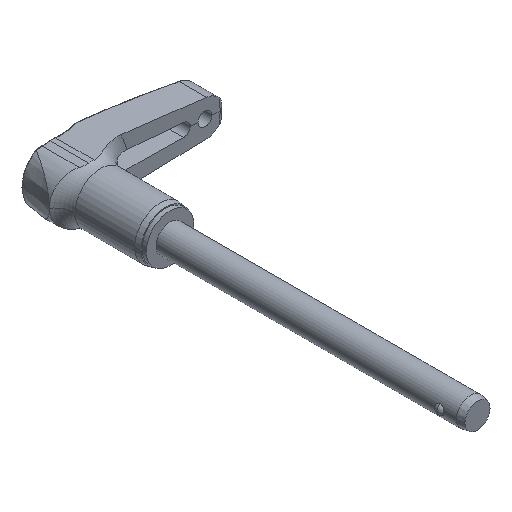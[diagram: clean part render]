
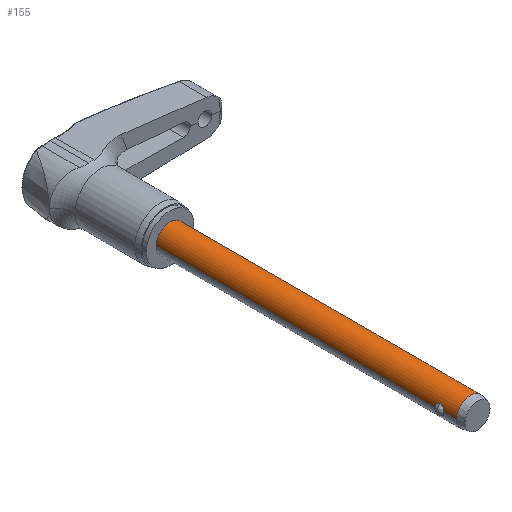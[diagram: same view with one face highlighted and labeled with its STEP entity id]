
A CAD part, isometric view. The second image highlights one B-rep face of the part: STEP entity #155.
In plain terms, the highlighted cylindrical face has radius 4 mm (diameter 8 mm), a partial arc.
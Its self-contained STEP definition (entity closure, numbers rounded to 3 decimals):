
#155=ADVANCED_FACE('',(#349),#350,.T.);
#349=FACE_OUTER_BOUND('',#581,.T.);
#350=CYLINDRICAL_SURFACE('',#582,4.0);
#581=EDGE_LOOP('',(#1066,#1067,#1068,#1069,#1070,#1071,#1072,#1073,#1074,#1075));
#582=AXIS2_PLACEMENT_3D('',#1076,#1077,#1078);
#1066=ORIENTED_EDGE('',*,*,#1603,.T.);
#1067=ORIENTED_EDGE('',*,*,#1626,.T.);
#1068=ORIENTED_EDGE('',*,*,#1619,.T.);
#1069=ORIENTED_EDGE('',*,*,#1610,.T.);
#1070=ORIENTED_EDGE('',*,*,#1632,.F.);
#1071=ORIENTED_EDGE('',*,*,#1608,.T.);
#1072=ORIENTED_EDGE('',*,*,#1622,.T.);
#1073=ORIENTED_EDGE('',*,*,#1624,.T.);
#1074=ORIENTED_EDGE('',*,*,#1605,.T.);
#1075=ORIENTED_EDGE('',*,*,#1630,.T.);
#1076=CARTESIAN_POINT('',(0.0,-43.075,0.0));
#1077=DIRECTION('',(-0.0,1.0,0.0));
#1078=DIRECTION('',(1.0,0.0,0.0));
#1603=EDGE_CURVE('',#1957,#1958,#1959,.T.);
#1605=EDGE_CURVE('',#1962,#1960,#1963,.T.);
#1608=EDGE_CURVE('',#1968,#1966,#1969,.T.);
#1610=EDGE_CURVE('',#1972,#1970,#1973,.T.);
#1619=EDGE_CURVE('',#1984,#1972,#1986,.T.);
#1622=EDGE_CURVE('',#1966,#1988,#1990,.T.);
#1624=EDGE_CURVE('',#1988,#1962,#1992,.T.);
#1626=EDGE_CURVE('',#1958,#1984,#1994,.T.);
#1630=EDGE_CURVE('',#1960,#1957,#1998,.T.);
#1632=EDGE_CURVE('',#1968,#1970,#2000,.T.);
#1957=VERTEX_POINT('',#2733);
#1958=VERTEX_POINT('',#2734);
#1959=LINE('',#2735,#2736);
#1960=VERTEX_POINT('',#2737);
#1962=VERTEX_POINT('',#2739);
#1963=LINE('',#2740,#2741);
#1966=VERTEX_POINT('',#2757);
#1968=VERTEX_POINT('',#2772);
#1969=LINE('',#2773,#2774);
#1970=VERTEX_POINT('',#2775);
#1972=VERTEX_POINT('',#2777);
#1973=LINE('',#2778,#2779);
#1984=VERTEX_POINT('',#2818);
#1986=B_SPLINE_CURVE_WITH_KNOTS('',3,(#2820,#2821,#2822,#2823,#2824,#2825,#2826,#2827,#2828,#2829,#2830,#2831,#2832,#2833),.UNSPECIFIED.,.F.,.F.,(4,2,2,2,2,2,4),(4.103,4.55,4.996,5.211,5.425,5.79,6.155),.UNSPECIFIED.);
#1988=VERTEX_POINT('',#2835);
#1990=B_SPLINE_CURVE_WITH_KNOTS('',3,(#2837,#2838,#2839,#2840,#2841,#2842,#2843,#2844,#2845,#2846,#2847,#2848,#2849,#2850),.UNSPECIFIED.,.F.,.F.,(4,2,2,2,2,2,4),(6.155,6.52,6.884,7.099,7.313,7.76,8.206),.UNSPECIFIED.);
#1992=B_SPLINE_CURVE_WITH_KNOTS('',3,(#2852,#2853,#2854,#2855,#2856,#2857,#2858,#2859,#2860,#2861,#2862,#2863,#2864,#2865),.UNSPECIFIED.,.F.,.F.,(4,2,2,2,2,2,4),(0.0,0.447,0.893,1.108,1.322,1.687,2.052),.UNSPECIFIED.);
#1994=B_SPLINE_CURVE_WITH_KNOTS('',3,(#2867,#2868,#2869,#2870,#2871,#2872,#2873,#2874,#2875,#2876,#2877,#2878,#2879,#2880),.UNSPECIFIED.,.F.,.F.,(4,2,2,2,2,2,4),(2.052,2.416,2.781,2.996,3.21,3.657,4.103),.UNSPECIFIED.);
#1998=CIRCLE('',#2884,4.0);
#2000=CIRCLE('',#2886,4.0);
#2733=CARTESIAN_POINT('',(4.0,-86.15,0.0));
#2734=CARTESIAN_POINT('',(4.0,-82.598,0.));
#2735=CARTESIAN_POINT('',(4.0,-43.075,0.));
#2736=VECTOR('',#3493,1.0);
#2737=CARTESIAN_POINT('',(-4.0,-86.15,0.));
#2739=CARTESIAN_POINT('',(-4.0,-82.598,0.));
#2740=CARTESIAN_POINT('',(-4.0,-43.075,0.));
#2741=VECTOR('',#3497,1.0);
#2757=CARTESIAN_POINT('',(-4.0,-80.0,0.));
#2772=CARTESIAN_POINT('',(-4.0,0.,0.));
#2773=CARTESIAN_POINT('',(-4.0,-43.075,0.));
#2774=VECTOR('',#3498,1.0);
#2775=CARTESIAN_POINT('',(4.0,0.0,0.0));
#2777=CARTESIAN_POINT('',(4.0,-80.0,0.));
#2778=CARTESIAN_POINT('',(4.0,-43.075,0.));
#2779=VECTOR('',#3502,1.0);
#2818=CARTESIAN_POINT('',(3.74,-81.299,1.418));
#2820=CARTESIAN_POINT('',(3.74,-81.299,1.418));
#2821=CARTESIAN_POINT('',(3.74,-81.15,1.418));
#2822=CARTESIAN_POINT('',(3.752,-80.992,1.389));
#2823=CARTESIAN_POINT('',(3.792,-80.7,1.274));
#2824=CARTESIAN_POINT('',(3.821,-80.566,1.187));
#2825=CARTESIAN_POINT('',(3.863,-80.406,1.041));
#2826=CARTESIAN_POINT('',(3.878,-80.354,0.984));
#2827=CARTESIAN_POINT('',(3.906,-80.259,0.863));
#2828=CARTESIAN_POINT('',(3.92,-80.218,0.798));
#2829=CARTESIAN_POINT('',(3.951,-80.126,0.631));
#2830=CARTESIAN_POINT('',(3.97,-80.078,0.508));
#2831=CARTESIAN_POINT('',(3.994,-80.015,0.254));
#2832=CARTESIAN_POINT('',(4.0,-80.0,0.122));
#2833=CARTESIAN_POINT('',(4.0,-80.0,0.));
#2835=CARTESIAN_POINT('',(-3.74,-81.299,1.418));
#2837=CARTESIAN_POINT('',(-4.0,-80.0,0.));
#2838=CARTESIAN_POINT('',(-4.0,-80.0,0.122));
#2839=CARTESIAN_POINT('',(-3.994,-80.015,0.254));
#2840=CARTESIAN_POINT('',(-3.97,-80.078,0.508));
#2841=CARTESIAN_POINT('',(-3.951,-80.126,0.631));
#2842=CARTESIAN_POINT('',(-3.92,-80.218,0.798));
#2843=CARTESIAN_POINT('',(-3.906,-80.259,0.863));
#2844=CARTESIAN_POINT('',(-3.878,-80.354,0.984));
#2845=CARTESIAN_POINT('',(-3.863,-80.406,1.041));
#2846=CARTESIAN_POINT('',(-3.821,-80.566,1.187));
#2847=CARTESIAN_POINT('',(-3.792,-80.7,1.274));
#2848=CARTESIAN_POINT('',(-3.752,-80.992,1.389));
#2849=CARTESIAN_POINT('',(-3.74,-81.15,1.418));
#2850=CARTESIAN_POINT('',(-3.74,-81.299,1.418));
#2852=CARTESIAN_POINT('',(-3.74,-81.299,1.418));
#2853=CARTESIAN_POINT('',(-3.74,-81.448,1.418));
#2854=CARTESIAN_POINT('',(-3.752,-81.606,1.389));
#2855=CARTESIAN_POINT('',(-3.792,-81.898,1.274));
#2856=CARTESIAN_POINT('',(-3.821,-82.032,1.187));
#2857=CARTESIAN_POINT('',(-3.863,-82.192,1.041));
#2858=CARTESIAN_POINT('',(-3.878,-82.244,0.984));
#2859=CARTESIAN_POINT('',(-3.906,-82.339,0.863));
#2860=CARTESIAN_POINT('',(-3.92,-82.38,0.798));
#2861=CARTESIAN_POINT('',(-3.951,-82.472,0.631));
#2862=CARTESIAN_POINT('',(-3.97,-82.52,0.508));
#2863=CARTESIAN_POINT('',(-3.994,-82.583,0.254));
#2864=CARTESIAN_POINT('',(-4.0,-82.598,0.122));
#2865=CARTESIAN_POINT('',(-4.0,-82.598,0.));
#2867=CARTESIAN_POINT('',(4.0,-82.598,0.));
#2868=CARTESIAN_POINT('',(4.0,-82.598,0.122));
#2869=CARTESIAN_POINT('',(3.994,-82.583,0.254));
#2870=CARTESIAN_POINT('',(3.97,-82.52,0.508));
#2871=CARTESIAN_POINT('',(3.951,-82.472,0.631));
#2872=CARTESIAN_POINT('',(3.92,-82.38,0.798));
#2873=CARTESIAN_POINT('',(3.906,-82.339,0.863));
#2874=CARTESIAN_POINT('',(3.878,-82.244,0.984));
#2875=CARTESIAN_POINT('',(3.863,-82.192,1.041));
#2876=CARTESIAN_POINT('',(3.821,-82.032,1.187));
#2877=CARTESIAN_POINT('',(3.792,-81.898,1.274));
#2878=CARTESIAN_POINT('',(3.752,-81.606,1.389));
#2879=CARTESIAN_POINT('',(3.74,-81.448,1.418));
#2880=CARTESIAN_POINT('',(3.74,-81.299,1.418));
#2884=AXIS2_PLACEMENT_3D('',#3517,#3518,#3519);
#2886=AXIS2_PLACEMENT_3D('',#3520,#3521,#3522);
#3493=DIRECTION('',(0.0,1.0,0.0));
#3497=DIRECTION('',(-0.0,-1.0,-0.0));
#3498=DIRECTION('',(-0.0,-1.0,-0.0));
#3502=DIRECTION('',(0.0,1.0,0.0));
#3517=CARTESIAN_POINT('',(0.0,-86.15,0.0));
#3518=DIRECTION('',(-0.0,1.0,0.0));
#3519=DIRECTION('',(1.0,0.0,0.0));
#3520=CARTESIAN_POINT('',(0.0,0.0,0.0));
#3521=DIRECTION('',(-0.0,1.0,0.));
#3522=DIRECTION('',(1.0,0.0,0.0));
